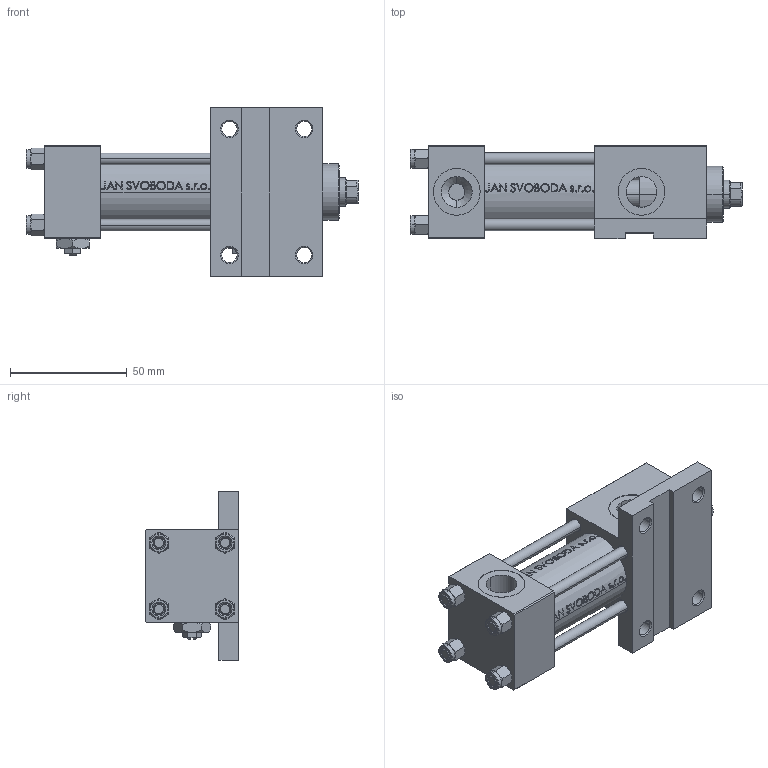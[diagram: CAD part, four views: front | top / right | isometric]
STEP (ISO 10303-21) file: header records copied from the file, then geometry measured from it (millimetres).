
FILE_DESCRIPTION (( 'STEP AP203' ), '1' );
FILE_NAME ('35aa.STEP', '2023-11-24T09:38:54', ( '' ), ( '' ), 'SwSTEP 2.0', 'SolidWorks 2019', '' );
FILE_SCHEMA (( 'CONFIG_CONTROL_DESIGN' ));
Length unit declared in the file: millimetre
Products named in the file (7): V215CR_F_Body f0594d6bf8e69abc1ce61abd01916c4b; V215_VC_A f0594d6bf8e69abc1ce61abd01916c4b; V215CR_F_TYCINKA f0594d6bf8e69abc1ce61abd01916c4b; Zatka_pro_OIL_PORT f0594d6bf8e69abc1ce61abd01916c4b; NUT_M5_F f0594d6bf8e69abc1ce61abd01916c4b; 35aa; V215CR_VCP_F f0594d6bf8e69abc1ce61abd01916c4b
Assembly tree (13 placements, depth 2):
  35aa
    V215CR_F_Body f0594d6bf8e69abc1ce61abd01916c4b
    V215CR_VCP_F f0594d6bf8e69abc1ce61abd01916c4b
    V215CR_F_TYCINKA f0594d6bf8e69abc1ce61abd01916c4b  x4
    NUT_M5_F f0594d6bf8e69abc1ce61abd01916c4b  x4
    V215_VC_A f0594d6bf8e69abc1ce61abd01916c4b
    Zatka_pro_OIL_PORT f0594d6bf8e69abc1ce61abd01916c4b  x2
Bounding box: 142 x 40 x 72 mm (x, y, z)
Volume: 150804.5 mm3; surface area: 60275.7 mm2
Topology: 13 solids, 13 shells, 1198 faces, 2952 edges, 1897 vertices
Faces by surface type: plane 482, bspline 380, cone 194, cylinder 134, torus 8
Entity records: 49545 total; most frequent: CARTESIAN_POINT 26526, ORIENTED_EDGE 5204, DIRECTION 3338, EDGE_CURVE 2602, VERTEX_POINT 1695, VECTOR 1320, LINE 1320, EDGE_LOOP 1175
